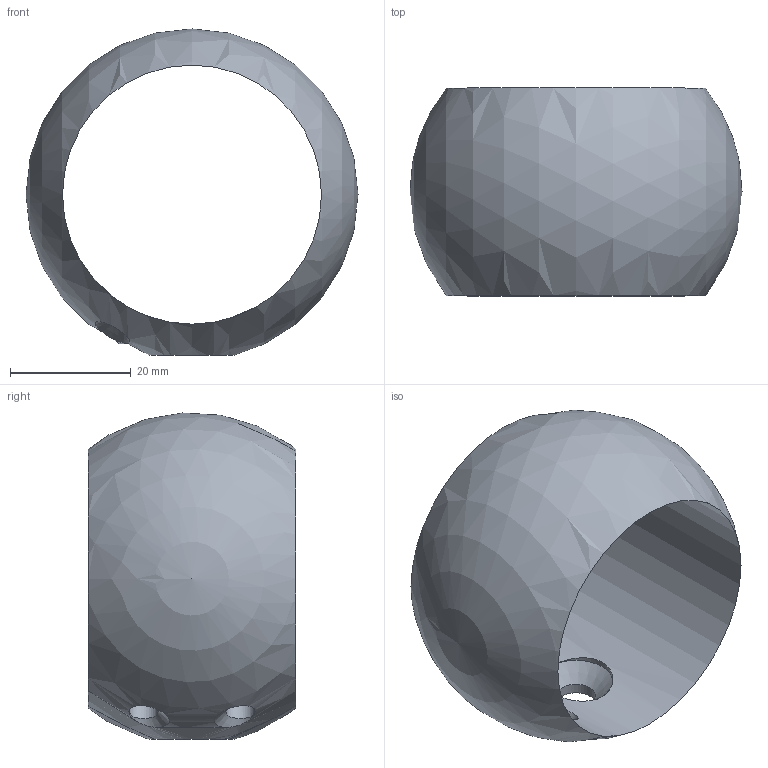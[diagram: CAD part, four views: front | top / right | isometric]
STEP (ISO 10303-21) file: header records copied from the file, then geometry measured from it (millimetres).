
FILE_DESCRIPTION(/* description */ (''),/* implementation_level */ '2;1');
FILE_NAME(/* name */ '43175.ipt.step',/* time_stamp */ '2022-07-18T12:54:26+02:00',/* author */ ('Abt. Technik'),/* organization */ (''),/* preprocessor_version */ 'ST-DEVELOPER v18.1',/* originating_system */ 'Autodesk Inventor 2022',/* authorisation */ '');
FILE_SCHEMA (('AUTOMOTIVE_DESIGN { 1 0 10303 214 3 1 1 }'));
Length unit declared in the file: millimetre
Products named in the file (1): 43175
Bounding box: 55 x 34.42 x 54.02 mm (x, y, z)
Volume: 20705.6 mm3; surface area: 10686.1 mm2
Topology: 1 solids, 1 shells, 12 faces, 34 edges, 22 vertices
Faces by surface type: cylinder 7, cone 3, plane 1, sphere 1
Full cylindrical faces by diameter (mm): 4.8 x2, 6.5 x1, 14.2 x1, 42.9 x1
Entity records: 598 total; most frequent: CARTESIAN_POINT 240, ORIENTED_EDGE 64, DIRECTION 62, EDGE_CURVE 32, AXIS2_PLACEMENT_3D 27, VERTEX_POINT 22, EDGE_LOOP 20, CIRCLE 14
